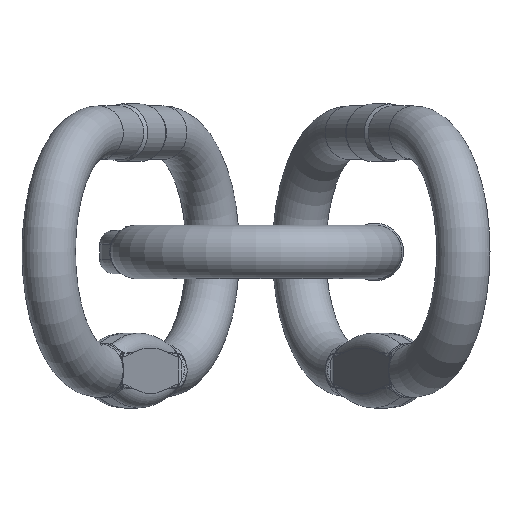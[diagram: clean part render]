
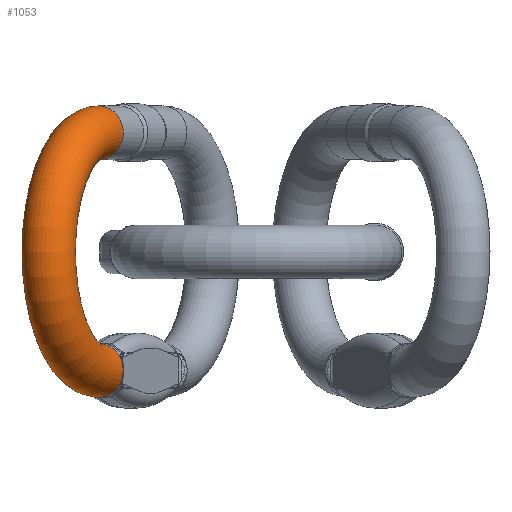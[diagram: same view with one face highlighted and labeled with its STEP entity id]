
A CAD part, front view. The second image highlights one B-rep face of the part: STEP entity #1053.
In plain terms, the highlighted toroidal (fillet/blend) face has major radius 71 mm and minor radius 16 mm.
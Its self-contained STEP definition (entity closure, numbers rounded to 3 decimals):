
#264=TOROIDAL_SURFACE('',#7156,71.,16.);
#1053=ADVANCED_FACE('',(#2056,#2057),#264,.T.);
#1447=CIRCLE('',#7135,16.);
#1450=CIRCLE('',#7147,16.);
#1451=CIRCLE('',#7150,16.);
#1871=B_SPLINE_CURVE_WITH_KNOTS('',3,(#14476,#14477,#14478,#14479),
 .UNSPECIFIED.,.F.,.F.,(4,4),(0.,1.),.UNSPECIFIED.);
#1872=B_SPLINE_CURVE_WITH_KNOTS('',3,(#14480,#14481,#14482,#14483),
 .UNSPECIFIED.,.F.,.F.,(4,4),(0.,1.),.UNSPECIFIED.);
#2056=FACE_BOUND('',#2396,.T.);
#2057=FACE_BOUND('',#2397,.T.);
#2396=EDGE_LOOP('',(#3948,#3949,#3950,#3951));
#2397=EDGE_LOOP('',(#3952));
#3948=ORIENTED_EDGE('',*,*,#5858,.T.);
#3949=ORIENTED_EDGE('',*,*,#5868,.T.);
#3950=ORIENTED_EDGE('',*,*,#5832,.T.);
#3951=ORIENTED_EDGE('',*,*,#5869,.T.);
#3952=ORIENTED_EDGE('',*,*,#5864,.F.);
#4974=VERTEX_POINT('',#14305);
#4975=VERTEX_POINT('',#14307);
#5000=VERTEX_POINT('',#14434);
#5001=VERTEX_POINT('',#14436);
#5006=VERTEX_POINT('',#14467);
#5832=EDGE_CURVE('',#4975,#4974,#1447,.T.);
#5858=EDGE_CURVE('',#5001,#5000,#1450,.T.);
#5864=EDGE_CURVE('',#5006,#5006,#1451,.T.);
#5868=EDGE_CURVE('',#5000,#4975,#1871,.T.);
#5869=EDGE_CURVE('',#4974,#5001,#1872,.T.);
#7135=AXIS2_PLACEMENT_3D('',#14306,#8203,#8204);
#7147=AXIS2_PLACEMENT_3D('',#14435,#8232,#8233);
#7150=AXIS2_PLACEMENT_3D('',#14466,#8239,#8240);
#7156=AXIS2_PLACEMENT_3D('',#14484,#8251,#8252);
#8203=DIRECTION('',(-0.423,-0.906,0.));
#8204=DIRECTION('',(-0.906,0.423,0.));
#8232=DIRECTION('',(-0.423,-0.906,0.));
#8233=DIRECTION('',(-0.906,0.423,0.));
#8239=DIRECTION('',(0.423,0.906,0.));
#8240=DIRECTION('',(-0.906,0.423,0.));
#8251=DIRECTION('',(-0.906,0.423,0.));
#8252=DIRECTION('',(0.,0.,1.));
#14305=CARTESIAN_POINT('',(-108.029,-213.473,-67.729));
#14306=CARTESIAN_POINT('',(-93.798,-220.109,-70.806));
#14307=CARTESIAN_POINT('',(-79.568,-226.744,-67.729));
#14434=CARTESIAN_POINT('',(-79.568,-226.744,-73.883));
#14435=CARTESIAN_POINT('',(-93.798,-220.109,-70.806));
#14436=CARTESIAN_POINT('',(-108.029,-213.473,-73.883));
#14466=CARTESIAN_POINT('',(-93.798,-220.109,71.194));
#14467=CARTESIAN_POINT('',(-108.299,-213.347,71.194));
#14476=CARTESIAN_POINT('',(-79.568,-226.744,-73.883));
#14477=CARTESIAN_POINT('',(-79.346,-227.206,-71.862));
#14478=CARTESIAN_POINT('',(-79.344,-227.201,-69.751));
#14479=CARTESIAN_POINT('',(-79.568,-226.744,-67.729));
#14480=CARTESIAN_POINT('',(-108.029,-213.473,-67.729));
#14481=CARTESIAN_POINT('',(-108.523,-213.595,-69.751));
#14482=CARTESIAN_POINT('',(-108.525,-213.6,-71.862));
#14483=CARTESIAN_POINT('',(-108.029,-213.473,-73.883));
#14484=CARTESIAN_POINT('',(-93.798,-220.109,0.194));
